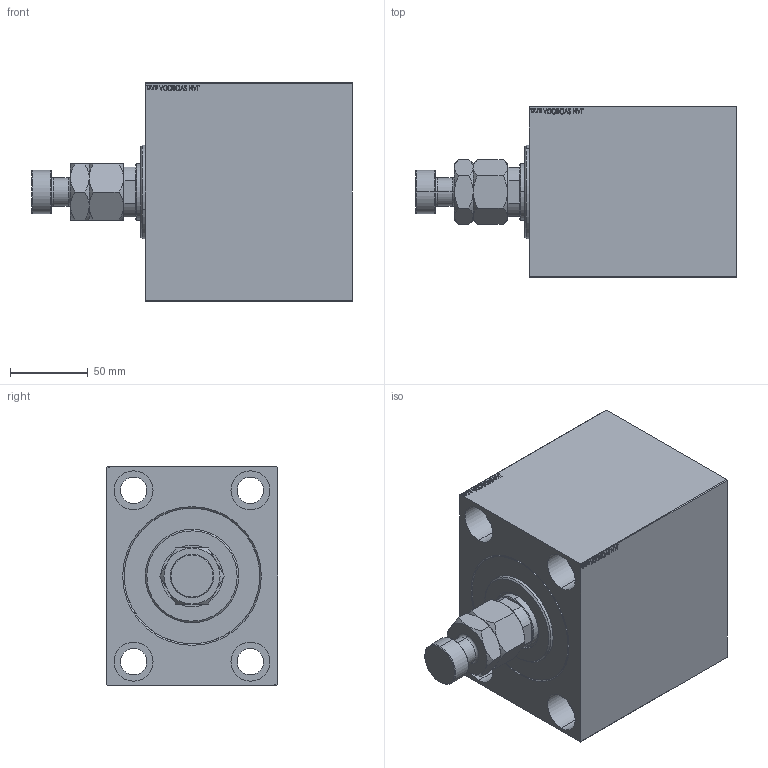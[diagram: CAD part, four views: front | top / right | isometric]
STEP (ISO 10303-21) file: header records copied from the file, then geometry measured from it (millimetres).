
FILE_DESCRIPTION (( 'STEP AP203' ), '1' );
FILE_NAME ('a5e0.STEP', '2021-11-01T19:05:34', ( '' ), ( '' ), 'SwSTEP 2.0', 'SolidWorks 2019', '' );
FILE_SCHEMA (( 'CONFIG_CONTROL_DESIGN' ));
Length unit declared in the file: millimetre
Products named in the file (5): V450CM_C a5526e4ff362cb8328544182f08a71ce; a5e0; V450CM_VC_B a5526e4ff362cb8328544182f08a71ce; MFA a5526e4ff362cb8328544182f08a71ce; V450CM_C_VCP a5526e4ff362cb8328544182f08a71ce
Assembly tree (4 placements, depth 2):
  a5e0
    V450CM_C a5526e4ff362cb8328544182f08a71ce
    V450CM_C_VCP a5526e4ff362cb8328544182f08a71ce
    V450CM_VC_B a5526e4ff362cb8328544182f08a71ce
    MFA a5526e4ff362cb8328544182f08a71ce
Bounding box: 206 x 110 x 140 mm (x, y, z)
Volume: 1770222 mm3; surface area: 221154.2 mm2
Topology: 4 solids, 4 shells, 918 faces, 2329 edges, 1532 vertices
Faces by surface type: plane 426, bspline 380, cylinder 66, cone 42, torus 4
Entity records: 45874 total; most frequent: CARTESIAN_POINT 25768, ORIENTED_EDGE 4654, DIRECTION 2771, EDGE_CURVE 2327, VERTEX_POINT 1532, VECTOR 1329, LINE 1329, EDGE_LOOP 1047
